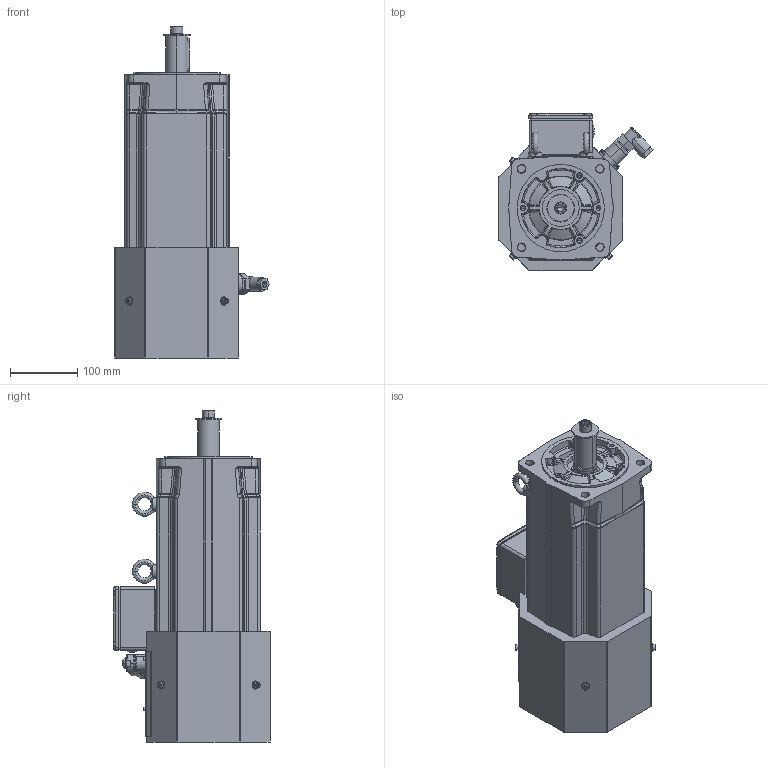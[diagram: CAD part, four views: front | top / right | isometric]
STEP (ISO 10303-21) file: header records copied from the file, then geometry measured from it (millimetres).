
FILE_DESCRIPTION((''),'2;1');
FILE_NAME('NX860EAR9001_SW0002','2005-07-20T',('stagiaire'),(''),'PRO/ENGINEER BY PARAMETRIC TECHNOLOGY CORPORATION, 2005110','PRO/ENGINEER BY PARAMETRIC TECHNOLOGY CORPORATION, 2005110','');
FILE_SCHEMA(('CONFIG_CONTROL_DESIGN'));
Products named in the file (1): NX860EAR9001_SW0002
Bounding box: 230.6 x 234 x 495 mm (x, y, z)
Volume: 10905633.5 mm3; surface area: 400340.9 mm2
Topology: 1 solids, 1 shells, 1205 faces, 2799 edges, 1636 vertices
Faces by surface type: plane 340, bspline 302, cylinder 274, cone 174, torus 95, sphere 20
Entity records: 50508 total; most frequent: CARTESIAN_POINT 25474, ORIENTED_EDGE 5530, DIRECTION 4756, EDGE_CURVE 2765, AXIS2_PLACEMENT_3D 1922, VERTEX_POINT 1636, EDGE_LOOP 1291, FACE_OUTER_BOUND 1205
